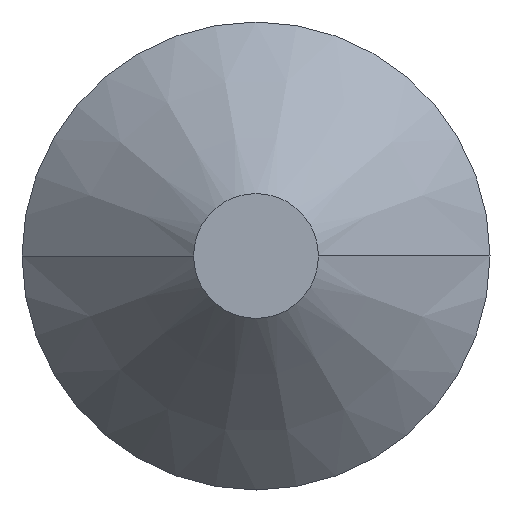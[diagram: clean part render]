
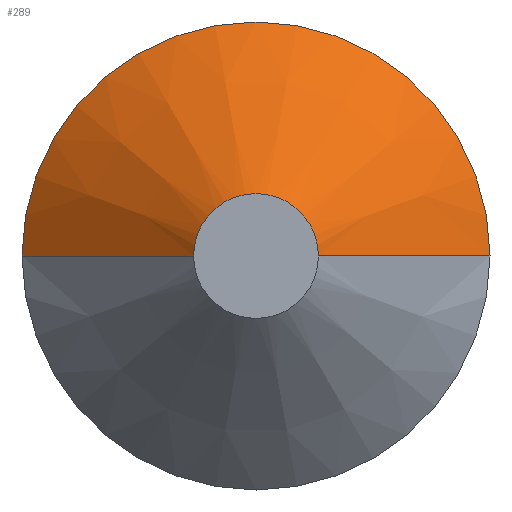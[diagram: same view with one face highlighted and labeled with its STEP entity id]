
A CAD part, front view. The second image highlights one B-rep face of the part: STEP entity #289.
In plain terms, the highlighted conical face has half-angle 45 degrees and reference radius 0.635 mm.
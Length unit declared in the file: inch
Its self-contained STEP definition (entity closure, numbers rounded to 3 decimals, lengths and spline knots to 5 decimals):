
#3 = FACE_OUTER_BOUND ( 'NONE', #203, .T. ) ;
#19 = DIRECTION ( 'NONE',  ( 0., -1., 0. ) ) ;
#29 = VECTOR ( 'NONE', #148, 39.37008 ) ;
#31 = LINE ( 'NONE', #241, #136 ) ;
#36 = DIRECTION ( 'NONE',  ( -1., 0., 0. ) ) ;
#51 = DIRECTION ( 'NONE',  ( 1., 0., 0. ) ) ;
#52 = EDGE_CURVE ( 'NONE', #213, #120, #69, .T. ) ;
#59 = EDGE_CURVE ( 'NONE', #162, #232, #233, .T. ) ;
#69 = CIRCLE ( 'NONE', #126, 0.09375 ) ;
#72 = CARTESIAN_POINT ( 'NONE',  ( 0.09375, 0.06875, 0. ) ) ;
#79 = DIRECTION ( 'NONE',  ( -0.707, 0.707, 0. ) ) ;
#90 = DIRECTION ( 'NONE',  ( 1., 0., 0. ) ) ;
#112 = CARTESIAN_POINT ( 'NONE',  ( -0.025, 0., 0. ) ) ;
#120 = VERTEX_POINT ( 'NONE', #239 ) ;
#121 = ORIENTED_EDGE ( 'NONE', *, *, #201, .T. ) ;
#126 = AXIS2_PLACEMENT_3D ( 'NONE', #189, #281, #90 ) ;
#130 = CARTESIAN_POINT ( 'NONE',  ( 0.025, 0., 0. ) ) ;
#136 = VECTOR ( 'NONE', #79, 39.37008 ) ;
#144 = ORIENTED_EDGE ( 'NONE', *, *, #59, .F. ) ;
#148 = DIRECTION ( 'NONE',  ( 0.707, 0.707, 0. ) ) ;
#149 = EDGE_CURVE ( 'NONE', #232, #120, #31, .T. ) ;
#155 = AXIS2_PLACEMENT_3D ( 'NONE', #210, #19, #51 ) ;
#162 = VERTEX_POINT ( 'NONE', #292 ) ;
#189 = CARTESIAN_POINT ( 'NONE',  ( 0., 0.06875, 0. ) ) ;
#193 = CARTESIAN_POINT ( 'NONE',  ( 0., 0., 0. ) ) ;
#201 = EDGE_CURVE ( 'NONE', #162, #213, #240, .T. ) ;
#202 = AXIS2_PLACEMENT_3D ( 'NONE', #193, #272, #36 ) ;
#203 = EDGE_LOOP ( 'NONE', ( #144, #121, #273, #283 ) ) ;
#210 = CARTESIAN_POINT ( 'NONE',  ( 0., 0., 0. ) ) ;
#213 = VERTEX_POINT ( 'NONE', #72 ) ;
#232 = VERTEX_POINT ( 'NONE', #112 ) ;
#233 = CIRCLE ( 'NONE', #155, 0.025 ) ;
#239 = CARTESIAN_POINT ( 'NONE',  ( -0.09375, 0.06875, 0. ) ) ;
#240 = LINE ( 'NONE', #130, #29 ) ;
#241 = CARTESIAN_POINT ( 'NONE',  ( -0.025, 0., 0. ) ) ;
#252 = CONICAL_SURFACE ( 'NONE', #202, 0.025, 0.785 ) ;
#272 = DIRECTION ( 'NONE',  ( 0., 1., 0. ) ) ;
#273 = ORIENTED_EDGE ( 'NONE', *, *, #52, .T. ) ;
#281 = DIRECTION ( 'NONE',  ( 0., -1., 0. ) ) ;
#283 = ORIENTED_EDGE ( 'NONE', *, *, #149, .F. ) ;
#289 = ADVANCED_FACE ( 'NONE', ( #3 ), #252, .T. ) ;
#292 = CARTESIAN_POINT ( 'NONE',  ( 0.025, 0., 0. ) ) ;
